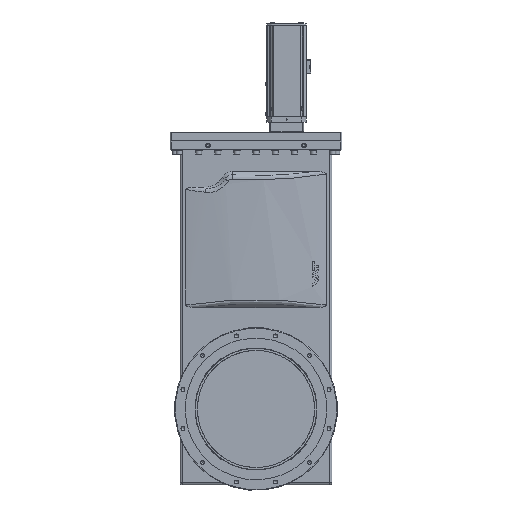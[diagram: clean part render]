
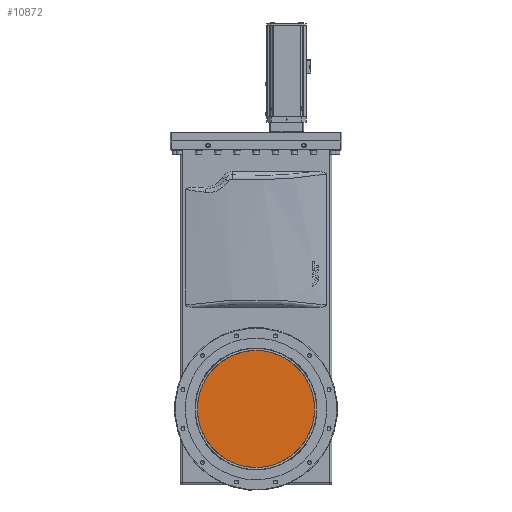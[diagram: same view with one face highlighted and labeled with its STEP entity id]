
A CAD part, front view. The second image highlights one B-rep face of the part: STEP entity #10872.
In plain terms, the highlighted face is planar.
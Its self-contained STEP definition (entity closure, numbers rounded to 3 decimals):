
#9773=FACE_OUTER_BOUND('',#13994,.T.);
#10872=ADVANCED_FACE('',(#9773),#11468,.F.);
#11468=PLANE('',#29116);
#13994=EDGE_LOOP('',(#21950));
#21950=ORIENTED_EDGE('',*,*,#26588,.F.);
#24039=VERTEX_POINT('',#44556);
#26588=EDGE_CURVE('',#24039,#24039,#27412,.T.);
#27412=CIRCLE('',#29113,165.);
#29113=AXIS2_PLACEMENT_3D('',#44555,#33751,#33752);
#29116=AXIS2_PLACEMENT_3D('',#44559,#33757,#33758);
#33751=DIRECTION('',(0.,0.,1.));
#33752=DIRECTION('',(1.,0.,0.));
#33757=DIRECTION('',(0.,0.,1.));
#33758=DIRECTION('',(1.,0.,0.));
#44555=CARTESIAN_POINT('',(0.,0.,0.));
#44556=CARTESIAN_POINT('',(165.,0.,0.));
#44559=CARTESIAN_POINT('',(0.,0.,0.));
